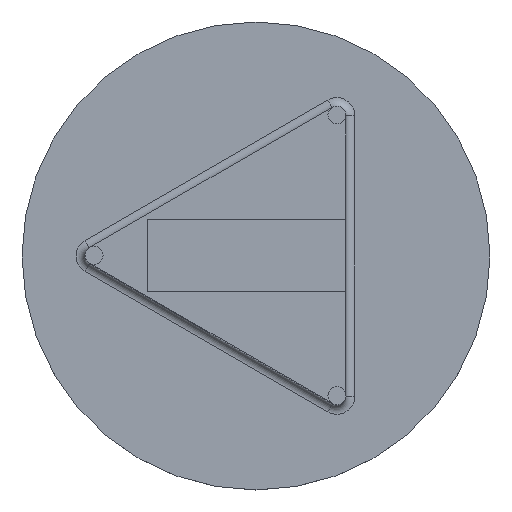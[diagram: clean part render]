
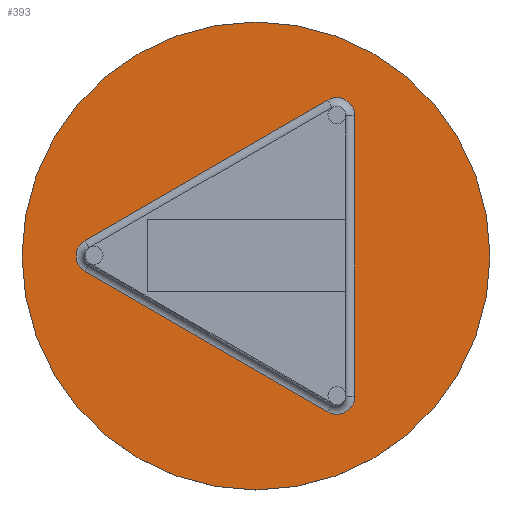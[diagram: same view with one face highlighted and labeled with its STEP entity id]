
A CAD part, top view. The second image highlights one B-rep face of the part: STEP entity #393.
In plain terms, the highlighted planar face has unit normal (0, 0, 1).
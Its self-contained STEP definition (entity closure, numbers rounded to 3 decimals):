
#63=CARTESIAN_POINT('Vertex',(0.,-65.,6.)) ;
#77=CARTESIAN_POINT('Vertex',(0.,65.,6.)) ;
#80=CARTESIAN_POINT('Axis2P3D Location',(0.,0.,6.)) ;
#97=CARTESIAN_POINT('Axis2P3D Location',(0.,0.,6.)) ;
#334=CARTESIAN_POINT('Axis2P3D Location',(0.,0.,6.)) ;
#343=CARTESIAN_POINT('Line Origine',(27.5,0.,6.)) ;
#347=CARTESIAN_POINT('Vertex',(27.5,38.971,6.)) ;
#349=CARTESIAN_POINT('Vertex',(27.5,-38.971,6.)) ;
#352=CARTESIAN_POINT('Axis2P3D Location',(22.5,-38.971,6.)) ;
#356=CARTESIAN_POINT('Vertex',(20.,-43.301,6.)) ;
#359=CARTESIAN_POINT('Line Origine',(-13.75,-23.816,6.)) ;
#363=CARTESIAN_POINT('Vertex',(-47.5,-4.33,6.)) ;
#366=CARTESIAN_POINT('Axis2P3D Location',(-45.,0.,6.)) ;
#370=CARTESIAN_POINT('Vertex',(-47.5,4.33,6.)) ;
#373=CARTESIAN_POINT('Line Origine',(-13.75,23.816,6.)) ;
#377=CARTESIAN_POINT('Vertex',(20.,43.301,6.)) ;
#380=CARTESIAN_POINT('Axis2P3D Location',(22.5,38.971,6.)) ;
#81=DIRECTION('Axis2P3D Direction',(0.,0.,1.)) ;
#98=DIRECTION('Axis2P3D Direction',(0.,0.,1.)) ;
#335=DIRECTION('Axis2P3D Direction',(0.,0.,1.)) ;
#336=DIRECTION('Axis2P3D XDirection',(0.,1.,0.)) ;
#344=DIRECTION('Vector Direction',(0.,1.,0.)) ;
#353=DIRECTION('Axis2P3D Direction',(0.,0.,1.)) ;
#360=DIRECTION('Vector Direction',(0.866,-0.5,0.)) ;
#367=DIRECTION('Axis2P3D Direction',(0.,0.,1.)) ;
#374=DIRECTION('Vector Direction',(-0.866,-0.5,0.)) ;
#381=DIRECTION('Axis2P3D Direction',(0.,0.,1.)) ;
#82=AXIS2_PLACEMENT_3D('Circle Axis2P3D',#80,#81,$) ;
#99=AXIS2_PLACEMENT_3D('Circle Axis2P3D',#97,#98,$) ;
#337=AXIS2_PLACEMENT_3D('Plane Axis2P3D',#334,#335,#336) ;
#354=AXIS2_PLACEMENT_3D('Circle Axis2P3D',#352,#353,$) ;
#368=AXIS2_PLACEMENT_3D('Circle Axis2P3D',#366,#367,$) ;
#382=AXIS2_PLACEMENT_3D('Circle Axis2P3D',#380,#381,$) ;
#340=ORIENTED_EDGE('',*,*,#101,.T.) ;
#341=ORIENTED_EDGE('',*,*,#84,.T.) ;
#386=ORIENTED_EDGE('',*,*,#351,.T.) ;
#387=ORIENTED_EDGE('',*,*,#358,.T.) ;
#388=ORIENTED_EDGE('',*,*,#365,.T.) ;
#389=ORIENTED_EDGE('',*,*,#372,.T.) ;
#390=ORIENTED_EDGE('',*,*,#379,.T.) ;
#391=ORIENTED_EDGE('',*,*,#384,.T.) ;
#392=FACE_BOUND('',#385,.T.) ;
#345=VECTOR('Line Direction',#344,1.) ;
#361=VECTOR('Line Direction',#360,1.) ;
#375=VECTOR('Line Direction',#374,1.) ;
#393=ADVANCED_FACE('PartBody',(#342,#392),#338,.T.) ;
#83=CIRCLE('generated circle',#82,65.) ;
#100=CIRCLE('generated circle',#99,65.) ;
#355=CIRCLE('generated circle',#354,5.) ;
#369=CIRCLE('generated circle',#368,5.) ;
#383=CIRCLE('generated circle',#382,5.) ;
#84=EDGE_CURVE('',#64,#78,#83,.T.) ;
#101=EDGE_CURVE('',#78,#64,#100,.T.) ;
#351=EDGE_CURVE('',#348,#350,#346,.F.) ;
#358=EDGE_CURVE('',#350,#357,#355,.F.) ;
#365=EDGE_CURVE('',#357,#364,#362,.F.) ;
#372=EDGE_CURVE('',#364,#371,#369,.F.) ;
#379=EDGE_CURVE('',#371,#378,#376,.F.) ;
#384=EDGE_CURVE('',#378,#348,#383,.F.) ;
#339=EDGE_LOOP('',(#340,#341)) ;
#385=EDGE_LOOP('',(#386,#387,#388,#389,#390,#391)) ;
#342=FACE_OUTER_BOUND('',#339,.T.) ;
#346=LINE('Line',#343,#345) ;
#362=LINE('Line',#359,#361) ;
#376=LINE('Line',#373,#375) ;
#338=PLANE('',#337) ;
#64=VERTEX_POINT('',#63) ;
#78=VERTEX_POINT('',#77) ;
#348=VERTEX_POINT('',#347) ;
#350=VERTEX_POINT('',#349) ;
#357=VERTEX_POINT('',#356) ;
#364=VERTEX_POINT('',#363) ;
#371=VERTEX_POINT('',#370) ;
#378=VERTEX_POINT('',#377) ;
